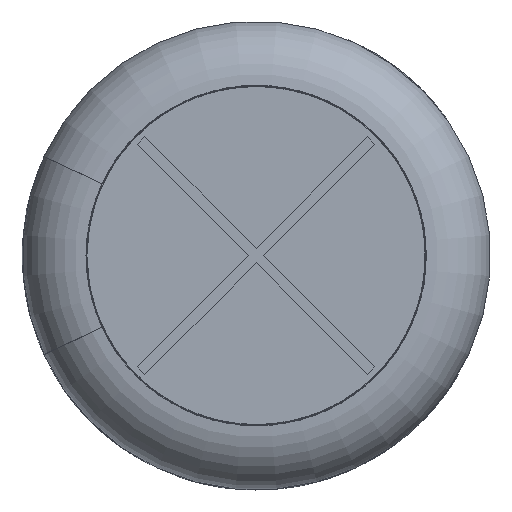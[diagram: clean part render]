
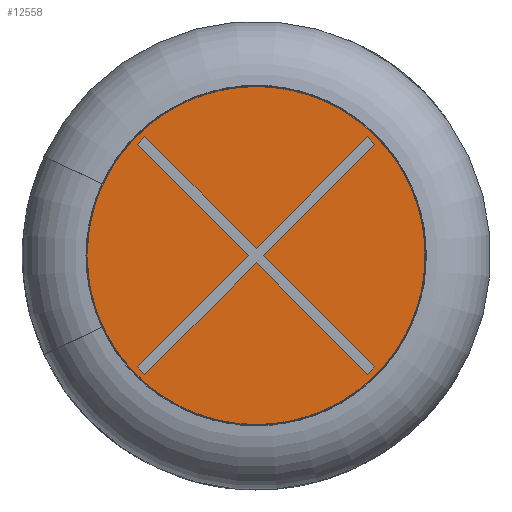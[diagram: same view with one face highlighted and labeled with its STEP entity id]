
A CAD part, front view. The second image highlights one B-rep face of the part: STEP entity #12558.
In plain terms, the highlighted face is planar.
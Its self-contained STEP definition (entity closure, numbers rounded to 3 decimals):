
#1011=LINE('',#24678,#1612);
#1014=LINE('',#24684,#1615);
#1016=LINE('',#24688,#1617);
#1018=LINE('',#24692,#1619);
#1020=LINE('',#24696,#1621);
#1022=LINE('',#24700,#1623);
#1024=LINE('',#24704,#1625);
#1026=LINE('',#24708,#1627);
#1028=LINE('',#24712,#1629);
#1030=LINE('',#24716,#1631);
#1032=LINE('',#24720,#1633);
#1034=LINE('',#24724,#1635);
#1612=VECTOR('',#15028,1000.);
#1615=VECTOR('',#15033,1000.);
#1617=VECTOR('',#15037,1000.);
#1619=VECTOR('',#15041,1000.);
#1621=VECTOR('',#15045,1000.);
#1623=VECTOR('',#15049,1000.);
#1625=VECTOR('',#15053,1000.);
#1627=VECTOR('',#15057,1000.);
#1629=VECTOR('',#15061,1000.);
#1631=VECTOR('',#15065,1000.);
#1633=VECTOR('',#15069,1000.);
#1635=VECTOR('',#15073,1000.);
#4276=ORIENTED_EDGE('',*,*,#5448,.T.);
#4277=ORIENTED_EDGE('',*,*,#5471,.T.);
#4278=ORIENTED_EDGE('',*,*,#5469,.T.);
#4279=ORIENTED_EDGE('',*,*,#5467,.T.);
#4280=ORIENTED_EDGE('',*,*,#5465,.T.);
#4281=ORIENTED_EDGE('',*,*,#5463,.T.);
#4282=ORIENTED_EDGE('',*,*,#5461,.T.);
#4283=ORIENTED_EDGE('',*,*,#5459,.T.);
#4284=ORIENTED_EDGE('',*,*,#5457,.T.);
#4285=ORIENTED_EDGE('',*,*,#5455,.T.);
#4286=ORIENTED_EDGE('',*,*,#5453,.T.);
#4287=ORIENTED_EDGE('',*,*,#5451,.T.);
#4288=ORIENTED_EDGE('',*,*,#5542,.F.);
#5448=EDGE_CURVE('',#6355,#6356,#1011,.T.);
#5451=EDGE_CURVE('',#6357,#6355,#1014,.T.);
#5453=EDGE_CURVE('',#6358,#6357,#1016,.T.);
#5455=EDGE_CURVE('',#6359,#6358,#1018,.T.);
#5457=EDGE_CURVE('',#6360,#6359,#1020,.T.);
#5459=EDGE_CURVE('',#6361,#6360,#1022,.T.);
#5461=EDGE_CURVE('',#6362,#6361,#1024,.T.);
#5463=EDGE_CURVE('',#6363,#6362,#1026,.T.);
#5465=EDGE_CURVE('',#6364,#6363,#1028,.T.);
#5467=EDGE_CURVE('',#6365,#6364,#1030,.T.);
#5469=EDGE_CURVE('',#6366,#6365,#1032,.T.);
#5471=EDGE_CURVE('',#6356,#6366,#1034,.T.);
#5542=EDGE_CURVE('',#6425,#6425,#6718,.T.);
#6355=VERTEX_POINT('',#24679);
#6356=VERTEX_POINT('',#24680);
#6357=VERTEX_POINT('',#24685);
#6358=VERTEX_POINT('',#24689);
#6359=VERTEX_POINT('',#24693);
#6360=VERTEX_POINT('',#24697);
#6361=VERTEX_POINT('',#24701);
#6362=VERTEX_POINT('',#24705);
#6363=VERTEX_POINT('',#24709);
#6364=VERTEX_POINT('',#24713);
#6365=VERTEX_POINT('',#24717);
#6366=VERTEX_POINT('',#24721);
#6425=VERTEX_POINT('',#24876);
#6718=CIRCLE('',#13224,3.632);
#7400=EDGE_LOOP('',(#4276,#4277,#4278,#4279,#4280,#4281,#4282,#4283,#4284,
#4285,#4286,#4287));
#7401=EDGE_LOOP('',(#4288));
#8046=FACE_BOUND('',#7400,.T.);
#8047=FACE_BOUND('',#7401,.T.);
#8365=PLANE('',#13320);
#12558=ADVANCED_FACE('',(#8046,#8047),#8365,.T.);
#13224=AXIS2_PLACEMENT_3D('',#24875,#15234,#15235);
#13320=AXIS2_PLACEMENT_3D('',#25006,#15426,#15427);
#15028=DIRECTION('',(0.707,0.707,0.));
#15033=DIRECTION('',(-0.707,0.707,0.));
#15037=DIRECTION('',(0.707,0.707,0.));
#15041=DIRECTION('',(-0.707,0.707,0.));
#15045=DIRECTION('',(-0.707,-0.707,0.));
#15049=DIRECTION('',(-0.707,0.707,0.));
#15053=DIRECTION('',(-0.707,-0.707,0.));
#15057=DIRECTION('',(0.707,-0.707,0.));
#15061=DIRECTION('',(-0.707,-0.707,0.));
#15065=DIRECTION('',(0.707,-0.707,0.));
#15069=DIRECTION('',(0.707,0.707,0.));
#15073=DIRECTION('',(0.707,-0.707,0.));
#15234=DIRECTION('',(0.,0.,-1.));
#15235=DIRECTION('',(-1.,0.,0.));
#15426=DIRECTION('',(0.,0.,1.));
#15427=DIRECTION('',(1.,0.,0.));
#24678=CARTESIAN_POINT('',(-2.375,2.533,29.78));
#24679=CARTESIAN_POINT('',(-2.533,2.375,29.78));
#24680=CARTESIAN_POINT('',(-2.375,2.533,29.78));
#24684=CARTESIAN_POINT('',(-0.157,0.,29.78));
#24685=CARTESIAN_POINT('',(-0.157,0.,29.78));
#24688=CARTESIAN_POINT('',(-0.157,0.,29.78));
#24689=CARTESIAN_POINT('',(-2.533,-2.375,29.78));
#24692=CARTESIAN_POINT('',(-2.375,-2.533,29.78));
#24693=CARTESIAN_POINT('',(-2.375,-2.533,29.78));
#24696=CARTESIAN_POINT('',(0.,-0.157,29.78));
#24697=CARTESIAN_POINT('',(0.,-0.157,29.78));
#24700=CARTESIAN_POINT('',(0.,-0.157,29.78));
#24701=CARTESIAN_POINT('',(2.375,-2.533,29.78));
#24704=CARTESIAN_POINT('',(2.533,-2.375,29.78));
#24705=CARTESIAN_POINT('',(2.533,-2.375,29.78));
#24708=CARTESIAN_POINT('',(0.157,0.,29.78));
#24709=CARTESIAN_POINT('',(0.157,0.,29.78));
#24712=CARTESIAN_POINT('',(0.157,0.,29.78));
#24713=CARTESIAN_POINT('',(2.533,2.375,29.78));
#24716=CARTESIAN_POINT('',(2.533,2.375,29.78));
#24717=CARTESIAN_POINT('',(2.375,2.533,29.78));
#24720=CARTESIAN_POINT('',(0.,0.157,29.78));
#24721=CARTESIAN_POINT('',(0.,0.157,29.78));
#24724=CARTESIAN_POINT('',(0.,0.157,29.78));
#24875=CARTESIAN_POINT('',(0.,0.,29.78));
#24876=CARTESIAN_POINT('',(-3.632,0.,29.78));
#25006=CARTESIAN_POINT('',(-3.632,0.,29.78));
